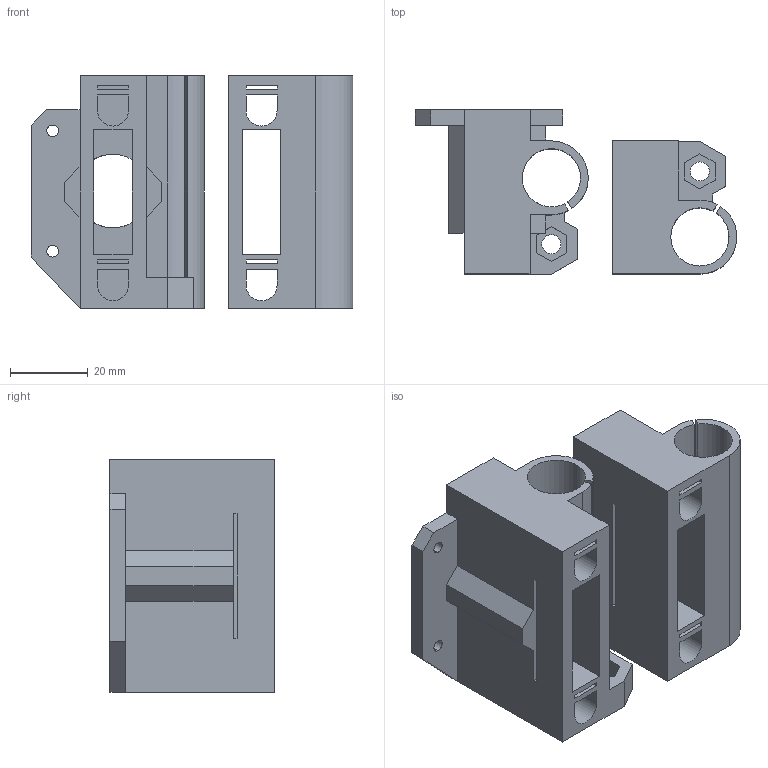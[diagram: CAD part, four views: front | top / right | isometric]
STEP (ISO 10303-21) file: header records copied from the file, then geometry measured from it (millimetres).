
FILE_DESCRIPTION (( 'STEP AP203' ), '1' );
FILE_NAME ('X motor_X end.STEP', '2015-10-27T12:18:25', ( '' ), ( '' ), 'SwSTEP 2.0', 'SolidWorks 2014', '' );
FILE_SCHEMA (( 'CONFIG_CONTROL_DESIGN' ));
Length unit declared in the file: millimetre
Products named in the file (1): X motor_X end
Bounding box: 82.84 x 42.28 x 60 mm (x, y, z)
Volume: 55932.7 mm3; surface area: 39549.2 mm2
Topology: 2 solids, 2 shells, 164 faces, 478 edges, 318 vertices
Faces by surface type: plane 133, cylinder 31
Entity records: 5613 total; most frequent: CARTESIAN_POINT 1064, ORIENTED_EDGE 956, DIRECTION 872, EDGE_CURVE 478, LINE 408, VECTOR 408, VERTEX_POINT 318, AXIS2_PLACEMENT_3D 232
